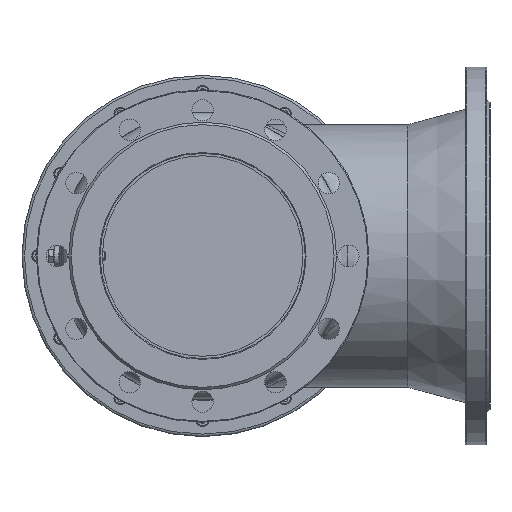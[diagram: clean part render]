
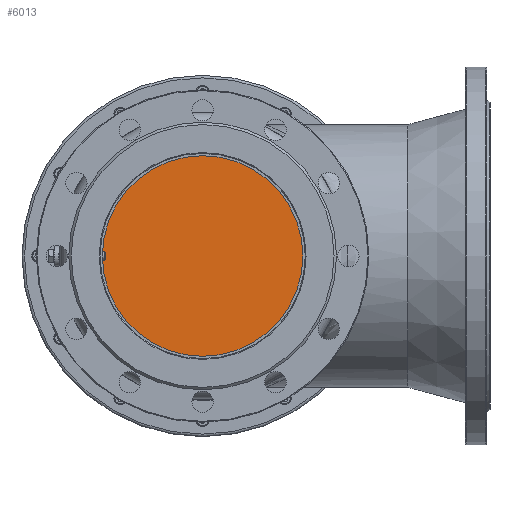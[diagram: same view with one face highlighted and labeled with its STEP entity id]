
A CAD part, front view. The second image highlights one B-rep face of the part: STEP entity #6013.
In plain terms, the highlighted planar face has unit normal (0, -1, 0).
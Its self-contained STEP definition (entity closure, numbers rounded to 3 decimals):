
#556=PLANE('',#6741);
#830=FACE_OUTER_BOUND('',#1269,.T.);
#1269=EDGE_LOOP('',(#4733));
#1673=CIRCLE('',#6727,125.);
#2799=VERTEX_POINT('',#11459);
#3472=EDGE_CURVE('',#2799,#2799,#1673,.T.);
#4733=ORIENTED_EDGE('',*,*,#3472,.T.);
#6013=ADVANCED_FACE('',(#830),#556,.T.);
#6727=AXIS2_PLACEMENT_3D('',#11461,#7970,#7971);
#6741=AXIS2_PLACEMENT_3D('',#11485,#8001,#8002);
#7970=DIRECTION('center_axis',(0.,-1.,0.));
#7971=DIRECTION('ref_axis',(-1.,0.,0.));
#8001=DIRECTION('center_axis',(0.,-1.,0.));
#8002=DIRECTION('ref_axis',(0.,0.,-1.));
#11459=CARTESIAN_POINT('',(125.,-270.,0.));
#11461=CARTESIAN_POINT('Origin',(0.,-270.,0.));
#11485=CARTESIAN_POINT('Origin',(0.,-270.,0.));
